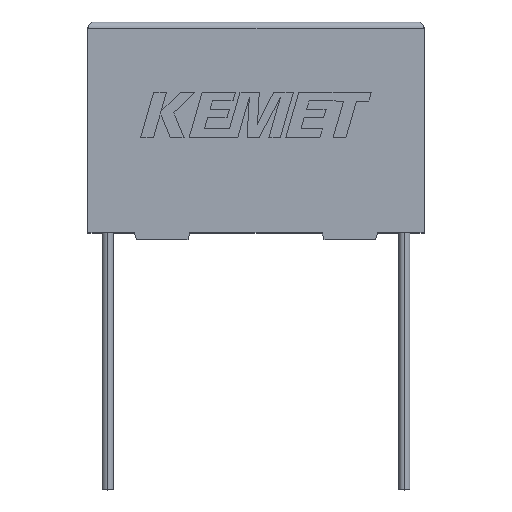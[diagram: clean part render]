
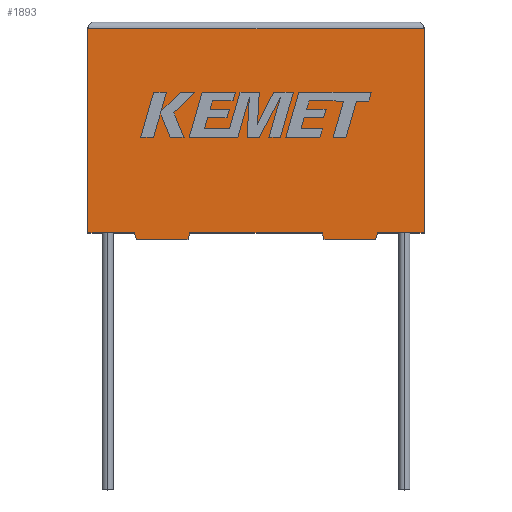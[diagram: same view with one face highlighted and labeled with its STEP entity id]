
A CAD part, top view. The second image highlights one B-rep face of the part: STEP entity #1893.
In plain terms, the highlighted planar face has unit normal (0, 0, 1).
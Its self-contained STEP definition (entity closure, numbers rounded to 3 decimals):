
#142 = CARTESIAN_POINT ( 'NONE',  ( 0., 0., 8. ) ) ;
#168 = VECTOR ( 'NONE', #872, 1000. ) ;
#178 = LINE ( 'NONE', #3109, #1103 ) ;
#193 = EDGE_CURVE ( 'NONE', #1200, #414, #1541, .T. ) ;
#203 = CARTESIAN_POINT ( 'NONE',  ( 0., 15.5, 8. ) ) ;
#215 = DIRECTION ( 'NONE',  ( 1., 0., 0. ) ) ;
#236 = VECTOR ( 'NONE', #526, 1000. ) ;
#248 = CARTESIAN_POINT ( 'NONE',  ( 21.96, 0., 8. ) ) ;
#287 = VECTOR ( 'NONE', #1956, 1000. ) ;
#293 = VECTOR ( 'NONE', #215, 1000. ) ;
#318 = EDGE_CURVE ( 'NONE', #1855, #645, #178, .T. ) ;
#353 = VECTOR ( 'NONE', #1655, 1000. ) ;
#409 = CARTESIAN_POINT ( 'NONE',  ( 3.69, -0.5, 8. ) ) ;
#414 = VERTEX_POINT ( 'NONE', #3133 ) ;
#470 = EDGE_CURVE ( 'NONE', #2260, #2747, #1937, .T. ) ;
#526 = DIRECTION ( 'NONE',  ( -0.287, 0.958, 0. ) ) ;
#582 = DIRECTION ( 'NONE',  ( 0.287, 0.958, 0. ) ) ;
#631 = CARTESIAN_POINT ( 'NONE',  ( 7.591, -0.5, 8. ) ) ;
#633 = CARTESIAN_POINT ( 'NONE',  ( 21.96, 0., 8. ) ) ;
#645 = VERTEX_POINT ( 'NONE', #1338 ) ;
#660 = ORIENTED_EDGE ( 'NONE', *, *, #2107, .T. ) ;
#773 = CARTESIAN_POINT ( 'NONE',  ( 17.909, -0.5, 8. ) ) ;
#783 = ORIENTED_EDGE ( 'NONE', *, *, #3217, .F. ) ;
#823 = LINE ( 'NONE', #1383, #353 ) ;
#836 = CARTESIAN_POINT ( 'NONE',  ( 0., 0., 8. ) ) ;
#869 = LINE ( 'NONE', #409, #3003 ) ;
#872 = DIRECTION ( 'NONE',  ( 0., 1., 0. ) ) ;
#914 = PLANE ( 'NONE',  #2963 ) ;
#922 = EDGE_CURVE ( 'NONE', #2643, #1855, #869, .T. ) ;
#1030 = ORIENTED_EDGE ( 'NONE', *, *, #1776, .T. ) ;
#1103 = VECTOR ( 'NONE', #582, 1000. ) ;
#1110 = ORIENTED_EDGE ( 'NONE', *, *, #922, .T. ) ;
#1200 = VERTEX_POINT ( 'NONE', #248 ) ;
#1256 = CARTESIAN_POINT ( 'NONE',  ( 17.909, -0.5, 8. ) ) ;
#1338 = CARTESIAN_POINT ( 'NONE',  ( 7.742, 0., 8. ) ) ;
#1344 = CARTESIAN_POINT ( 'NONE',  ( 0., 0., 8. ) ) ;
#1347 = ORIENTED_EDGE ( 'NONE', *, *, #2940, .F. ) ;
#1366 = CARTESIAN_POINT ( 'NONE',  ( 25.5, 0., 8. ) ) ;
#1383 = CARTESIAN_POINT ( 'NONE',  ( 21.81, -0.5, 8. ) ) ;
#1398 = DIRECTION ( 'NONE',  ( 0., 0., -1. ) ) ;
#1436 = VERTEX_POINT ( 'NONE', #1879 ) ;
#1442 = CARTESIAN_POINT ( 'NONE',  ( 3.69, -0.5, 8. ) ) ;
#1482 = LINE ( 'NONE', #1739, #2799 ) ;
#1484 = EDGE_CURVE ( 'NONE', #1200, #1545, #1612, .T. ) ;
#1494 = LINE ( 'NONE', #1366, #168 ) ;
#1506 = CARTESIAN_POINT ( 'NONE',  ( 0., 15.5, 8. ) ) ;
#1518 = ORIENTED_EDGE ( 'NONE', *, *, #2788, .T. ) ;
#1524 = VERTEX_POINT ( 'NONE', #773 ) ;
#1541 = LINE ( 'NONE', #633, #2402 ) ;
#1545 = VERTEX_POINT ( 'NONE', #1681 ) ;
#1586 = DIRECTION ( 'NONE',  ( 1., 0., 0. ) ) ;
#1587 = DIRECTION ( 'NONE',  ( -0.287, -0.958, 0. ) ) ;
#1594 = VERTEX_POINT ( 'NONE', #1748 ) ;
#1612 = LINE ( 'NONE', #142, #293 ) ;
#1628 = CARTESIAN_POINT ( 'NONE',  ( 0., 0., 8. ) ) ;
#1633 = VERTEX_POINT ( 'NONE', #2304 ) ;
#1645 = DIRECTION ( 'NONE',  ( -1., 0., 0. ) ) ;
#1655 = DIRECTION ( 'NONE',  ( -1., 0., 0. ) ) ;
#1681 = CARTESIAN_POINT ( 'NONE',  ( 25.5, 0., 8. ) ) ;
#1739 = CARTESIAN_POINT ( 'NONE',  ( 3.54, 0., 8. ) ) ;
#1748 = CARTESIAN_POINT ( 'NONE',  ( 0., 0., 8. ) ) ;
#1776 = EDGE_CURVE ( 'NONE', #1594, #1633, #3087, .T. ) ;
#1855 = VERTEX_POINT ( 'NONE', #631 ) ;
#1879 = CARTESIAN_POINT ( 'NONE',  ( 17.758, 0., 8. ) ) ;
#1893 = ADVANCED_FACE ( 'NONE', ( #2573 ), #914, .F. ) ;
#1937 = LINE ( 'NONE', #203, #287 ) ;
#1956 = DIRECTION ( 'NONE',  ( -1., 0., 0. ) ) ;
#1994 = DIRECTION ( 'NONE',  ( 0.287, -0.958, 0. ) ) ;
#1999 = VECTOR ( 'NONE', #3159, 1000. ) ;
#2107 = EDGE_CURVE ( 'NONE', #1545, #2260, #1494, .T. ) ;
#2138 = ORIENTED_EDGE ( 'NONE', *, *, #1484, .T. ) ;
#2260 = VERTEX_POINT ( 'NONE', #2916 ) ;
#2263 = ORIENTED_EDGE ( 'NONE', *, *, #2328, .T. ) ;
#2304 = CARTESIAN_POINT ( 'NONE',  ( 3.54, 0., 8. ) ) ;
#2318 = LINE ( 'NONE', #1628, #1999 ) ;
#2328 = EDGE_CURVE ( 'NONE', #645, #1436, #2318, .T. ) ;
#2330 = ORIENTED_EDGE ( 'NONE', *, *, #193, .F. ) ;
#2386 = CARTESIAN_POINT ( 'NONE',  ( 0., 0., 8. ) ) ;
#2402 = VECTOR ( 'NONE', #1587, 1000. ) ;
#2405 = DIRECTION ( 'NONE',  ( 1., 0., 0. ) ) ;
#2434 = VECTOR ( 'NONE', #1586, 1000. ) ;
#2573 = FACE_OUTER_BOUND ( 'NONE', #3014, .T. ) ;
#2604 = ORIENTED_EDGE ( 'NONE', *, *, #2802, .T. ) ;
#2643 = VERTEX_POINT ( 'NONE', #1442 ) ;
#2747 = VERTEX_POINT ( 'NONE', #1506 ) ;
#2788 = EDGE_CURVE ( 'NONE', #2747, #1594, #2879, .T. ) ;
#2799 = VECTOR ( 'NONE', #1994, 1000. ) ;
#2802 = EDGE_CURVE ( 'NONE', #1633, #2643, #1482, .T. ) ;
#2850 = DIRECTION ( 'NONE',  ( 0., -1., 0. ) ) ;
#2860 = ORIENTED_EDGE ( 'NONE', *, *, #318, .T. ) ;
#2879 = LINE ( 'NONE', #1344, #3119 ) ;
#2916 = CARTESIAN_POINT ( 'NONE',  ( 25.5, 15.5, 8. ) ) ;
#2940 = EDGE_CURVE ( 'NONE', #414, #1524, #823, .T. ) ;
#2963 = AXIS2_PLACEMENT_3D ( 'NONE', #2386, #1398, #1645 ) ;
#2987 = ORIENTED_EDGE ( 'NONE', *, *, #470, .T. ) ;
#3003 = VECTOR ( 'NONE', #2405, 1000. ) ;
#3014 = EDGE_LOOP ( 'NONE', ( #660, #2987, #1518, #1030, #2604, #1110, #2860, #2263, #783, #1347, #2330, #2138 ) ) ;
#3087 = LINE ( 'NONE', #836, #2434 ) ;
#3109 = CARTESIAN_POINT ( 'NONE',  ( 7.591, -0.5, 8. ) ) ;
#3119 = VECTOR ( 'NONE', #2850, 1000. ) ;
#3133 = CARTESIAN_POINT ( 'NONE',  ( 21.81, -0.5, 8. ) ) ;
#3159 = DIRECTION ( 'NONE',  ( 1., 0., 0. ) ) ;
#3217 = EDGE_CURVE ( 'NONE', #1524, #1436, #3252, .T. ) ;
#3252 = LINE ( 'NONE', #1256, #236 ) ;
